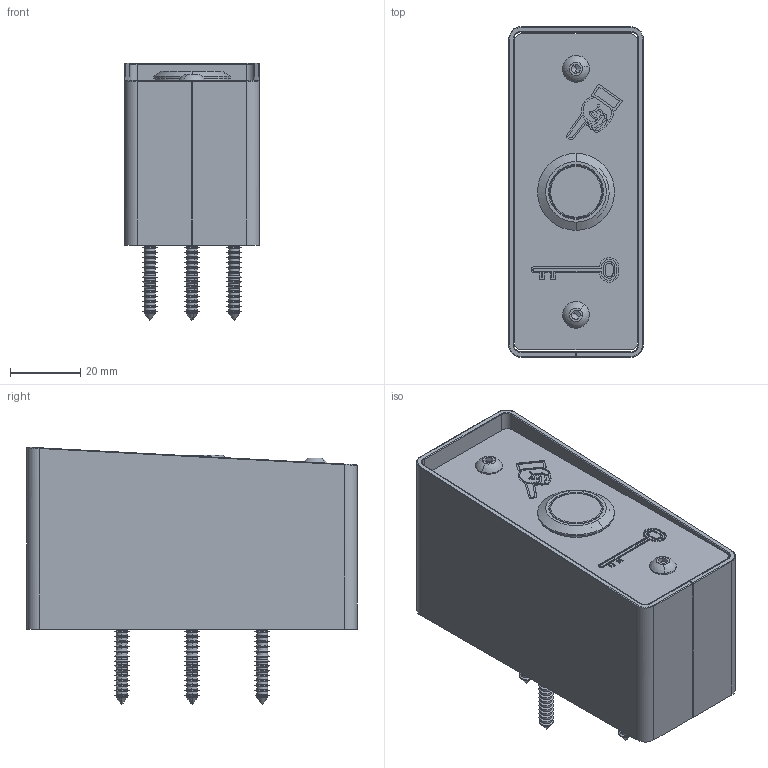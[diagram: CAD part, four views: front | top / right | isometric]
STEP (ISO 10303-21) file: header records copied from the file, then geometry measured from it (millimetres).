
FILE_DESCRIPTION (( 'STEP AP214' ), '1' );
FILE_NAME ('KRR1_STPALL2.STEP', '2021-08-06T06:49:37', ( '' ), ( '' ), 'SwSTEP 2.0', 'SolidWorks 2020', '' );
FILE_SCHEMA (( 'AUTOMOTIVE_DESIGN' ));
Length unit declared in the file: millimetre
Products named in the file (16): BP-BOUTON POUSSOIR INOX_PB19NO; SB0057-SCREW BAG FOR PBHI1; ISO 7045 - M2.5 x 4 - Z --- 4S_ISO 7045 - M2.5 x 4 - Z --- 4S; PB19_PB19NO; Tapping screw DIN 7982-ST4.2x25-C-H-S_Tapping screw DIN 7982-ST4.2x25-C-H-S; MP0420-PHBI1 BOX ASSEMBLY; PA0112-CARTON BOX^BP-BOITIER MODIF VIS BOUTON; PA0077-ZIP PLASTIC BAG FOR SCREWS; BP-FOND BOITIER MODIF; BP-ECROU; KRR1_STPALL2; BP-BOITIER CASQUETTE MODIF; BP-JOINT_COMPRESSE; BP-FACADE MODIF_NOUVEAU MARQUAGE CLE PBP19_3; LB0096-LABEL^BP-BOITIER MODIF VIS BOUTON; ISO 7380 - M4 x 8 --- 8S_ISO 7380 - M4 x 8 --- 8S
Assembly tree (17 placements, depth 3):
  PA0112-CARTON BOX^BP-BOITIER MODIF VIS BOUTON
  PA0077-ZIP PLASTIC BAG FOR SCREWS
  KRR1_STPALL2
    MP0420-PHBI1 BOX ASSEMBLY
      BP-FOND BOITIER MODIF
      BP-BOITIER CASQUETTE MODIF
    BP-FACADE MODIF_NOUVEAU MARQUAGE CLE PBP19_3
    PB19_PB19NO
      BP-BOUTON POUSSOIR INOX_PB19NO
      BP-ECROU
      BP-JOINT_COMPRESSE
      ISO 7045 - M2.5 x 4 - Z --- 4S_ISO 7045 - M2.5 x 4 - Z --- 4S  x2
    SB0057-SCREW BAG FOR PBHI1
      ISO 7380 - M4 x 8 --- 8S_ISO 7380 - M4 x 8 --- 8S  x2
      Tapping screw DIN 7982-ST4.2x25-C-H-S_Tapping screw DIN 7982-ST4.2x25-C-H-S  x4
  LB0096-LABEL^BP-BOITIER MODIF VIS BOUTON
Bounding box: 38.3 x 94 x 73.34 mm (x, y, z)
Volume: 41373.4 mm3; surface area: 52891 mm2
Topology: 14 solids, 14 shells, 1197 faces, 2878 edges, 1718 vertices
Faces by surface type: cone 434, cylinder 422, plane 269, torus 32, bspline 28, sphere 12
Entity records: 24039 total; most frequent: CARTESIAN_POINT 6871, DIRECTION 3588, ORIENTED_EDGE 3384, EDGE_CURVE 1692, AXIS2_PLACEMENT_3D 1389, VERTEX_POINT 1054, LINE 810, VECTOR 810
